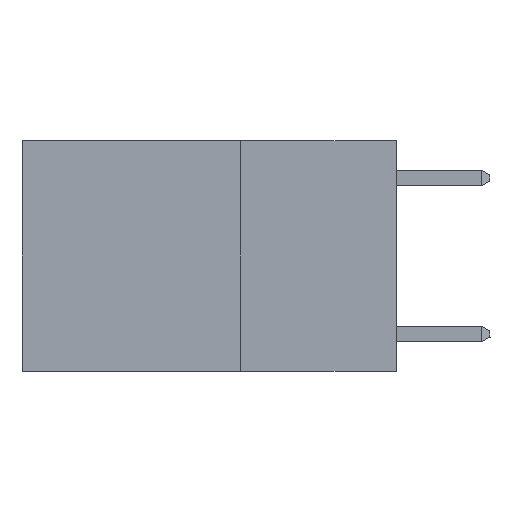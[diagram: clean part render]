
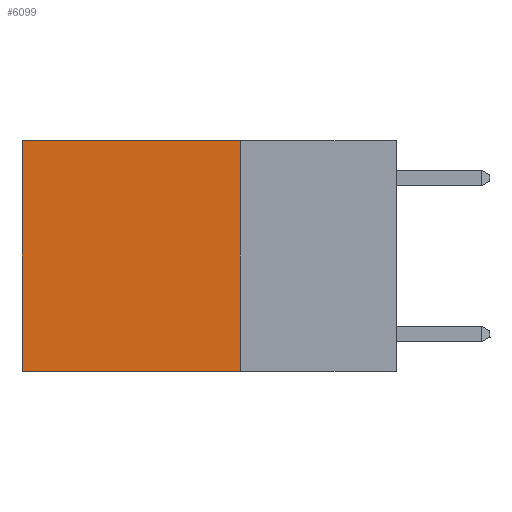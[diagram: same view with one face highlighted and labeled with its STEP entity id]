
A CAD part, left-side view. The second image highlights one B-rep face of the part: STEP entity #6099.
In plain terms, the highlighted planar face has unit normal (-1, 0, 0).
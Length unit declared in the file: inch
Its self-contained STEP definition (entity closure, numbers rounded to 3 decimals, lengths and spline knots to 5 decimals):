
#90 = ORIENTED_EDGE ( 'NONE', *, *, #5133, .T. ) ;
#341 = VERTEX_POINT ( 'NONE', #11481 ) ;
#381 = DIRECTION ( 'NONE',  ( 0., 0., -1. ) ) ;
#704 = AXIS2_PLACEMENT_3D ( 'NONE', #11847, #12981, #6239 ) ;
#3136 = LINE ( 'NONE', #10463, #12055 ) ;
#3328 = VERTEX_POINT ( 'NONE', #13650 ) ;
#3579 = CARTESIAN_POINT ( 'NONE',  ( 0.2625, 0.25, -0.37 ) ) ;
#4001 = PLANE ( 'NONE',  #704 ) ;
#5133 = EDGE_CURVE ( 'NONE', #3328, #341, #12604, .T. ) ;
#5380 = EDGE_CURVE ( 'NONE', #6809, #8071, #3136, .T. ) ;
#5739 = EDGE_CURVE ( 'NONE', #6809, #3328, #7117, .T. ) ;
#5895 = VECTOR ( 'NONE', #10082, 39.37008 ) ;
#6099 = ADVANCED_FACE ( 'NONE', ( #14482 ), #4001, .F. ) ;
#6239 = DIRECTION ( 'NONE',  ( 0., 0., -1. ) ) ;
#6809 = VERTEX_POINT ( 'NONE', #10804 ) ;
#7117 = LINE ( 'NONE', #13512, #10134 ) ;
#8071 = VERTEX_POINT ( 'NONE', #3579 ) ;
#8686 = LINE ( 'NONE', #12925, #14249 ) ;
#8942 = CARTESIAN_POINT ( 'NONE',  ( 0.2625, 0.6, 0. ) ) ;
#9440 = ORIENTED_EDGE ( 'NONE', *, *, #5739, .T. ) ;
#10082 = DIRECTION ( 'NONE',  ( 0., 0., -1. ) ) ;
#10134 = VECTOR ( 'NONE', #11270, 39.37008 ) ;
#10463 = CARTESIAN_POINT ( 'NONE',  ( 0.2625, 0.25, 0. ) ) ;
#10804 = CARTESIAN_POINT ( 'NONE',  ( 0.2625, 0.25, 0. ) ) ;
#11270 = DIRECTION ( 'NONE',  ( 0., 1., 0. ) ) ;
#11470 = EDGE_CURVE ( 'NONE', #8071, #341, #8686, .T. ) ;
#11481 = CARTESIAN_POINT ( 'NONE',  ( 0.2625, 0.6, -0.37 ) ) ;
#11847 = CARTESIAN_POINT ( 'NONE',  ( 0.2625, 0.25, 0. ) ) ;
#12055 = VECTOR ( 'NONE', #381, 39.37008 ) ;
#12124 = ORIENTED_EDGE ( 'NONE', *, *, #5380, .F. ) ;
#12604 = LINE ( 'NONE', #8942, #5895 ) ;
#12925 = CARTESIAN_POINT ( 'NONE',  ( 0.2625, 0.25, -0.37 ) ) ;
#12981 = DIRECTION ( 'NONE',  ( 1., 0., 0. ) ) ;
#13461 = ORIENTED_EDGE ( 'NONE', *, *, #11470, .F. ) ;
#13512 = CARTESIAN_POINT ( 'NONE',  ( 0.2625, 0.25, 0. ) ) ;
#13650 = CARTESIAN_POINT ( 'NONE',  ( 0.2625, 0.6, 0. ) ) ;
#14041 = DIRECTION ( 'NONE',  ( 0., 1., 0. ) ) ;
#14183 = EDGE_LOOP ( 'NONE', ( #90, #13461, #12124, #9440 ) ) ;
#14249 = VECTOR ( 'NONE', #14041, 39.37008 ) ;
#14482 = FACE_OUTER_BOUND ( 'NONE', #14183, .T. ) ;
